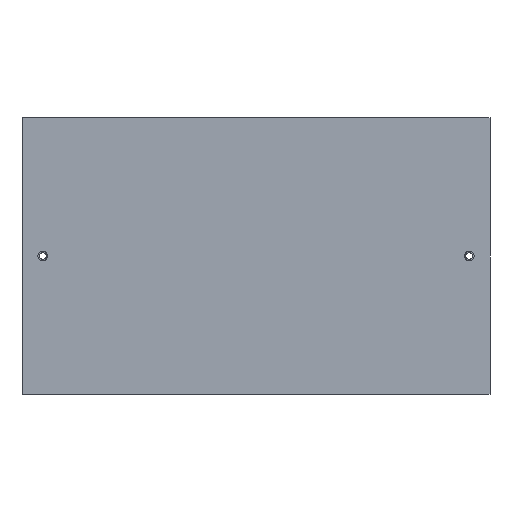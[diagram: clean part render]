
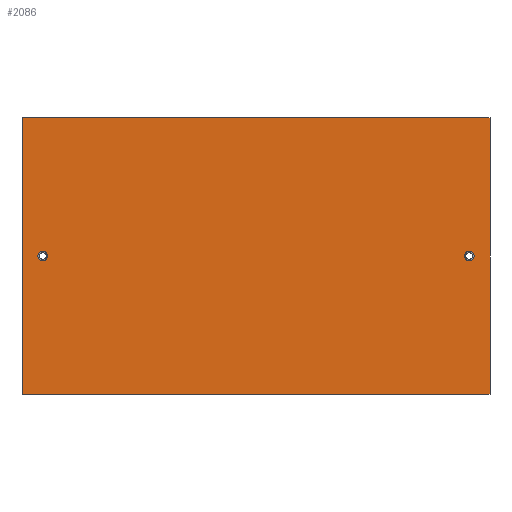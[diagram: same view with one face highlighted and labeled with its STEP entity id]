
A CAD part, front view. The second image highlights one B-rep face of the part: STEP entity #2086.
In plain terms, the highlighted planar face has unit normal (0, -1, 0).
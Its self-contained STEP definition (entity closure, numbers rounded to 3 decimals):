
#6 = CIRCLE ( 'NONE', #642, 3.5 ) ;
#14 = LINE ( 'NONE', #1644, #17 ) ;
#16 = LINE ( 'NONE', #1638, #19 ) ;
#17 = VECTOR ( 'NONE', #1639, 1000. ) ;
#19 = VECTOR ( 'NONE', #1707, 1000. ) ;
#306 = AXIS2_PLACEMENT_3D ( 'NONE', #821, #825, #907 ) ;
#618 = EDGE_CURVE ( 'NONE', #2376, #2385, #1221, .T. ) ;
#621 = EDGE_CURVE ( 'NONE', #2376, #2160, #1230, .T. ) ;
#627 = EDGE_CURVE ( 'NONE', #1727, #1727, #1234, .T. ) ;
#636 = EDGE_CURVE ( 'NONE', #1730, #1730, #6, .T. ) ;
#642 = AXIS2_PLACEMENT_3D ( 'NONE', #1701, #1637, #1692 ) ;
#653 = EDGE_CURVE ( 'NONE', #2385, #2386, #14, .T. ) ;
#654 = EDGE_CURVE ( 'NONE', #2160, #2386, #16, .T. ) ;
#664 = AXIS2_PLACEMENT_3D ( 'NONE', #2293, #2292, #2291 ) ;
#818 = PLANE ( 'NONE',  #306 ) ;
#821 = CARTESIAN_POINT ( 'NONE',  ( 0., 0., 1. ) ) ;
#825 = DIRECTION ( 'NONE',  ( 0., 1., 0. ) ) ;
#907 = DIRECTION ( 'NONE',  ( -1., 0., 0. ) ) ;
#1002 = EDGE_LOOP ( 'NONE', ( #1270 ) ) ;
#1004 = EDGE_LOOP ( 'NONE', ( #1268, #1264, #1265, #1272 ) ) ;
#1005 = EDGE_LOOP ( 'NONE', ( #1271 ) ) ;
#1221 = LINE ( 'NONE', #2315, #1226 ) ;
#1226 = VECTOR ( 'NONE', #2309, 1000. ) ;
#1230 = LINE ( 'NONE', #2312, #1232 ) ;
#1232 = VECTOR ( 'NONE', #2297, 1000. ) ;
#1234 = CIRCLE ( 'NONE', #664, 3.5 ) ;
#1264 = ORIENTED_EDGE ( 'NONE', *, *, #653, .F. ) ;
#1265 = ORIENTED_EDGE ( 'NONE', *, *, #618, .F. ) ;
#1268 = ORIENTED_EDGE ( 'NONE', *, *, #654, .T. ) ;
#1270 = ORIENTED_EDGE ( 'NONE', *, *, #636, .T. ) ;
#1271 = ORIENTED_EDGE ( 'NONE', *, *, #627, .F. ) ;
#1272 = ORIENTED_EDGE ( 'NONE', *, *, #621, .T. ) ;
#1524 = CARTESIAN_POINT ( 'NONE',  ( -169., 0., -199. ) ) ;
#1637 = DIRECTION ( 'NONE',  ( 0., 1., 0. ) ) ;
#1638 = CARTESIAN_POINT ( 'NONE',  ( 0., 0., -199. ) ) ;
#1639 = DIRECTION ( 'NONE',  ( 0., 0., -1. ) ) ;
#1644 = CARTESIAN_POINT ( 'NONE',  ( 169., 0., 1. ) ) ;
#1692 = DIRECTION ( 'NONE',  ( 0., 0., -1. ) ) ;
#1701 = CARTESIAN_POINT ( 'NONE',  ( -154., 0., -99. ) ) ;
#1707 = DIRECTION ( 'NONE',  ( 1., 0., 0. ) ) ;
#1727 = VERTEX_POINT ( 'NONE', #2247 ) ;
#1730 = VERTEX_POINT ( 'NONE', #2250 ) ;
#2086 = ADVANCED_FACE ( 'NONE', ( #2443, #2448, #2445 ), #818, .F. ) ;
#2160 = VERTEX_POINT ( 'NONE', #1524 ) ;
#2226 = CARTESIAN_POINT ( 'NONE',  ( -169., 0., 1. ) ) ;
#2234 = CARTESIAN_POINT ( 'NONE',  ( 169., 0., 1. ) ) ;
#2235 = CARTESIAN_POINT ( 'NONE',  ( 169., 0., -199. ) ) ;
#2247 = CARTESIAN_POINT ( 'NONE',  ( 154., 0., -102.5 ) ) ;
#2250 = CARTESIAN_POINT ( 'NONE',  ( -154., 0., -102.5 ) ) ;
#2291 = DIRECTION ( 'NONE',  ( 0., 0., -1. ) ) ;
#2292 = DIRECTION ( 'NONE',  ( 0., -1., 0. ) ) ;
#2293 = CARTESIAN_POINT ( 'NONE',  ( 154., 0., -99. ) ) ;
#2297 = DIRECTION ( 'NONE',  ( 0., 0., -1. ) ) ;
#2309 = DIRECTION ( 'NONE',  ( 1., 0., 0. ) ) ;
#2312 = CARTESIAN_POINT ( 'NONE',  ( -169., 0., 1. ) ) ;
#2315 = CARTESIAN_POINT ( 'NONE',  ( 0., 0., 1. ) ) ;
#2376 = VERTEX_POINT ( 'NONE', #2226 ) ;
#2385 = VERTEX_POINT ( 'NONE', #2234 ) ;
#2386 = VERTEX_POINT ( 'NONE', #2235 ) ;
#2443 = FACE_OUTER_BOUND ( 'NONE', #1004, .T. ) ;
#2445 = FACE_BOUND ( 'NONE', #1002, .T. ) ;
#2448 = FACE_BOUND ( 'NONE', #1005, .T. ) ;
